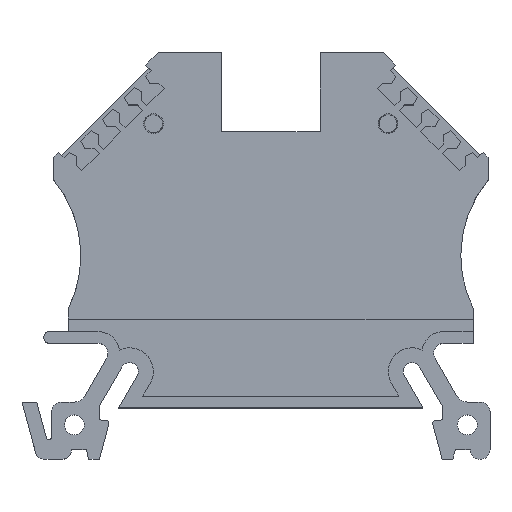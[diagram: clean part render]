
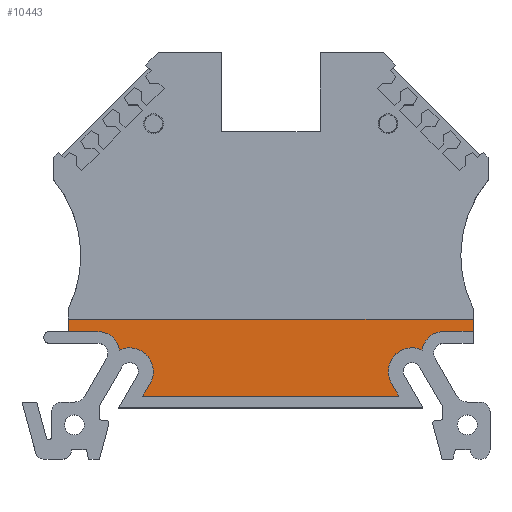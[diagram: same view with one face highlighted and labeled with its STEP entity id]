
A CAD part, top view. The second image highlights one B-rep face of the part: STEP entity #10443.
In plain terms, the highlighted planar face has unit normal (0, 0, 1).
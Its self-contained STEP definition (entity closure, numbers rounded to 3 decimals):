
#25 = CARTESIAN_POINT ( 'NONE',  ( -20.5, 9., 3.6 ) ) ;
#163 = EDGE_LOOP ( 'NONE', ( #2244, #8752, #1785, #7210, #8724, #6837, #5293, #1095, #3769, #11284, #5283, #10883, #2193 ) ) ;
#354 = CARTESIAN_POINT ( 'NONE',  ( 14.3, 3.7, 3.6 ) ) ;
#356 = AXIS2_PLACEMENT_3D ( 'NONE', #8028, #2672, #8919 ) ;
#440 = VERTEX_POINT ( 'NONE', #4719 ) ;
#486 = DIRECTION ( 'NONE',  ( 1., 0., 0. ) ) ;
#566 = LINE ( 'NONE', #1146, #9831 ) ;
#745 = CARTESIAN_POINT ( 'NONE',  ( 12.221, 2.5, 3.6 ) ) ;
#1095 = ORIENTED_EDGE ( 'NONE', *, *, #7242, .T. ) ;
#1146 = CARTESIAN_POINT ( 'NONE',  ( -12.972, 1.2, 3.6 ) ) ;
#1254 = LINE ( 'NONE', #7146, #2798 ) ;
#1301 = DIRECTION ( 'NONE',  ( 1., 0., 0. ) ) ;
#1393 = VERTEX_POINT ( 'NONE', #6997 ) ;
#1486 = CARTESIAN_POINT ( 'NONE',  ( -12.221, 2.5, 3.6 ) ) ;
#1768 = CARTESIAN_POINT ( 'NONE',  ( 17.504, 5.55, 3.6 ) ) ;
#1785 = ORIENTED_EDGE ( 'NONE', *, *, #11082, .T. ) ;
#2110 = EDGE_CURVE ( 'NONE', #7788, #2910, #3530, .T. ) ;
#2193 = ORIENTED_EDGE ( 'NONE', *, *, #4144, .T. ) ;
#2244 = ORIENTED_EDGE ( 'NONE', *, *, #7332, .T. ) ;
#2438 = CARTESIAN_POINT ( 'NONE',  ( -12.012, 2.863, 3.6 ) ) ;
#2672 = DIRECTION ( 'NONE',  ( 0., 0., -1. ) ) ;
#2680 = DIRECTION ( 'NONE',  ( 1., 0., 0. ) ) ;
#2798 = VECTOR ( 'NONE', #4444, 1000. ) ;
#2910 = VERTEX_POINT ( 'NONE', #8372 ) ;
#2961 = CIRCLE ( 'NONE', #11452, 2.4 ) ;
#2991 = DIRECTION ( 'NONE',  ( -0.5, 0.866, 0. ) ) ;
#3062 = CARTESIAN_POINT ( 'NONE',  ( 17.504, 5.55, 3.6 ) ) ;
#3207 = CARTESIAN_POINT ( 'NONE',  ( 15.327, 5.869, 3.6 ) ) ;
#3223 = CARTESIAN_POINT ( 'NONE',  ( 17.504, 7.75, 3.6 ) ) ;
#3260 = LINE ( 'NONE', #3223, #8007 ) ;
#3530 = LINE ( 'NONE', #11176, #8292 ) ;
#3719 = DIRECTION ( 'NONE',  ( 0., 1., 0. ) ) ;
#3754 = CARTESIAN_POINT ( 'NONE',  ( -17.504, 7.75, 3.6 ) ) ;
#3769 = ORIENTED_EDGE ( 'NONE', *, *, #11035, .F. ) ;
#3890 = VERTEX_POINT ( 'NONE', #745 ) ;
#3927 = VERTEX_POINT ( 'NONE', #25 ) ;
#3949 = DIRECTION ( 'NONE',  ( 1., 0., 0. ) ) ;
#4065 = VECTOR ( 'NONE', #2991, 1000. ) ;
#4144 = EDGE_CURVE ( 'NONE', #3890, #5934, #4697, .T. ) ;
#4242 = DIRECTION ( 'NONE',  ( 0., 1., 0. ) ) ;
#4444 = DIRECTION ( 'NONE',  ( -1., 0., 0. ) ) ;
#4697 = CIRCLE ( 'NONE', #5680, 2.4 ) ;
#4719 = CARTESIAN_POINT ( 'NONE',  ( 17.504, 7.75, 3.6 ) ) ;
#4750 = DIRECTION ( 'NONE',  ( 0., 0., -1. ) ) ;
#4795 = CARTESIAN_POINT ( 'NONE',  ( 12.972, 1.2, 3.6 ) ) ;
#4843 = VERTEX_POINT ( 'NONE', #8684 ) ;
#5138 = CARTESIAN_POINT ( 'NONE',  ( -11.9, 3.281, 3.6 ) ) ;
#5246 = AXIS2_PLACEMENT_3D ( 'NONE', #3062, #9300, #3949 ) ;
#5283 = ORIENTED_EDGE ( 'NONE', *, *, #8713, .T. ) ;
#5293 = ORIENTED_EDGE ( 'NONE', *, *, #9019, .T. ) ;
#5480 = LINE ( 'NONE', #11232, #9961 ) ;
#5568 = EDGE_CURVE ( 'NONE', #2910, #3927, #10624, .T. ) ;
#5656 = DIRECTION ( 'NONE',  ( 0.5, 0.866, 0. ) ) ;
#5680 = AXIS2_PLACEMENT_3D ( 'NONE', #354, #6666, #1301 ) ;
#5775 = CARTESIAN_POINT ( 'NONE',  ( -15.327, 5.869, 3.6 ) ) ;
#5801 = B_SPLINE_CURVE_WITH_KNOTS ( 'NONE', 3,
 ( #1486, #2438, #5138, #11394 ),
 .UNSPECIFIED., .F., .F.,
 ( 4, 4 ),
 ( 0., 1. ),
 .UNSPECIFIED. ) ;
#5837 = VERTEX_POINT ( 'NONE', #5775 ) ;
#5934 = VERTEX_POINT ( 'NONE', #3207 ) ;
#6021 = CIRCLE ( 'NONE', #5246, 2.2 ) ;
#6504 = VERTEX_POINT ( 'NONE', #11235 ) ;
#6666 = DIRECTION ( 'NONE',  ( 0., 0., -1. ) ) ;
#6837 = ORIENTED_EDGE ( 'NONE', *, *, #2110, .F. ) ;
#6907 = LINE ( 'NONE', #7870, #11382 ) ;
#6997 = CARTESIAN_POINT ( 'NONE',  ( -11.9, 3.7, 3.6 ) ) ;
#7146 = CARTESIAN_POINT ( 'NONE',  ( 0., 9., 3.6 ) ) ;
#7210 = ORIENTED_EDGE ( 'NONE', *, *, #7647, .T. ) ;
#7242 = EDGE_CURVE ( 'NONE', #5837, #1393, #2961, .T. ) ;
#7332 = EDGE_CURVE ( 'NONE', #5934, #440, #6021, .T. ) ;
#7543 = DIRECTION ( 'NONE',  ( -1., 0., 0. ) ) ;
#7647 = EDGE_CURVE ( 'NONE', #4843, #3927, #1254, .T. ) ;
#7788 = VERTEX_POINT ( 'NONE', #3754 ) ;
#7870 = CARTESIAN_POINT ( 'NONE',  ( 20.5, 5.55, 3.6 ) ) ;
#7893 = VERTEX_POINT ( 'NONE', #9402 ) ;
#8007 = VECTOR ( 'NONE', #9473, 1000. ) ;
#8028 = CARTESIAN_POINT ( 'NONE',  ( -17.504, 5.55, 3.6 ) ) ;
#8040 = DIRECTION ( 'NONE',  ( 0., 0., 1. ) ) ;
#8259 = VECTOR ( 'NONE', #3719, 1000. ) ;
#8292 = VECTOR ( 'NONE', #7543, 1000. ) ;
#8372 = CARTESIAN_POINT ( 'NONE',  ( -20.5, 7.75, 3.6 ) ) ;
#8684 = CARTESIAN_POINT ( 'NONE',  ( 20.5, 9., 3.6 ) ) ;
#8713 = EDGE_CURVE ( 'NONE', #7893, #10630, #5480, .T. ) ;
#8724 = ORIENTED_EDGE ( 'NONE', *, *, #5568, .F. ) ;
#8752 = ORIENTED_EDGE ( 'NONE', *, *, #11478, .T. ) ;
#8789 = AXIS2_PLACEMENT_3D ( 'NONE', #1768, #8040, #2680 ) ;
#8887 = PLANE ( 'NONE',  #8789 ) ;
#8919 = DIRECTION ( 'NONE',  ( 1., 0., 0. ) ) ;
#9019 = EDGE_CURVE ( 'NONE', #7788, #5837, #9119, .T. ) ;
#9119 = CIRCLE ( 'NONE', #356, 2.2 ) ;
#9239 = EDGE_CURVE ( 'NONE', #10630, #3890, #11198, .T. ) ;
#9300 = DIRECTION ( 'NONE',  ( 0., 0., -1. ) ) ;
#9402 = CARTESIAN_POINT ( 'NONE',  ( -12.972, 1.2, 3.6 ) ) ;
#9473 = DIRECTION ( 'NONE',  ( 1., 0., 0. ) ) ;
#9520 = CARTESIAN_POINT ( 'NONE',  ( 20.5, 7.75, 3.6 ) ) ;
#9723 = FACE_OUTER_BOUND ( 'NONE', #163, .T. ) ;
#9749 = CARTESIAN_POINT ( 'NONE',  ( 12.972, 1.2, 3.6 ) ) ;
#9831 = VECTOR ( 'NONE', #5656, 1000. ) ;
#9961 = VECTOR ( 'NONE', #486, 1000. ) ;
#10090 = CARTESIAN_POINT ( 'NONE',  ( -14.3, 3.7, 3.6 ) ) ;
#10443 = ADVANCED_FACE ( 'NONE', ( #9723 ), #8887, .T. ) ;
#10624 = LINE ( 'NONE', #10861, #8259 ) ;
#10630 = VERTEX_POINT ( 'NONE', #9749 ) ;
#10861 = CARTESIAN_POINT ( 'NONE',  ( -20.5, 10.099, 3.6 ) ) ;
#10883 = ORIENTED_EDGE ( 'NONE', *, *, #9239, .T. ) ;
#10978 = DIRECTION ( 'NONE',  ( 1., 0., 0. ) ) ;
#11010 = VERTEX_POINT ( 'NONE', #9520 ) ;
#11035 = EDGE_CURVE ( 'NONE', #6504, #1393, #5801, .T. ) ;
#11082 = EDGE_CURVE ( 'NONE', #11010, #4843, #6907, .T. ) ;
#11176 = CARTESIAN_POINT ( 'NONE',  ( -20.5, 7.75, 3.6 ) ) ;
#11198 = LINE ( 'NONE', #4795, #4065 ) ;
#11232 = CARTESIAN_POINT ( 'NONE',  ( 17.504, 1.2, 3.6 ) ) ;
#11235 = CARTESIAN_POINT ( 'NONE',  ( -12.221, 2.5, 3.6 ) ) ;
#11284 = ORIENTED_EDGE ( 'NONE', *, *, #11341, .F. ) ;
#11341 = EDGE_CURVE ( 'NONE', #7893, #6504, #566, .T. ) ;
#11382 = VECTOR ( 'NONE', #4242, 1000. ) ;
#11394 = CARTESIAN_POINT ( 'NONE',  ( -11.9, 3.7, 3.6 ) ) ;
#11452 = AXIS2_PLACEMENT_3D ( 'NONE', #10090, #4750, #10978 ) ;
#11478 = EDGE_CURVE ( 'NONE', #440, #11010, #3260, .T. ) ;
